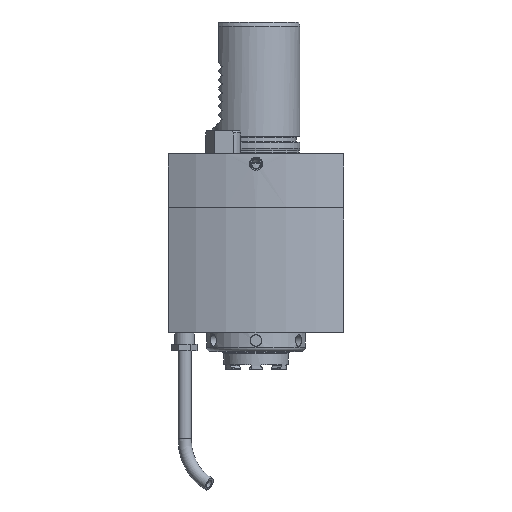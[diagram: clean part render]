
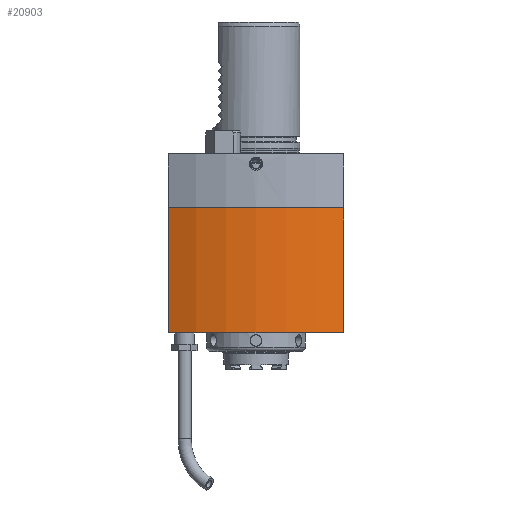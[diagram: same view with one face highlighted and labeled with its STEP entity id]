
A CAD part, left-side view. The second image highlights one B-rep face of the part: STEP entity #20903.
In plain terms, the highlighted cylindrical face has radius 90 mm (diameter 180 mm), a partial arc.
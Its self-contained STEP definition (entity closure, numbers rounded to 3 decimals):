
#1175 = DIRECTION ( 'NONE',  ( -1., 0., 0. ) ) ;
#2005 = VERTEX_POINT ( 'NONE', #6793 ) ;
#2142 = EDGE_CURVE ( 'NONE', #20537, #12507, #23328, .T. ) ;
#2767 = ORIENTED_EDGE ( 'NONE', *, *, #2142, .F. ) ;
#3142 = VECTOR ( 'NONE', #9812, 1000. ) ;
#3266 = CARTESIAN_POINT ( 'NONE',  ( 0., 0., -24.5 ) ) ;
#3426 = DIRECTION ( 'NONE',  ( 0., 0., 1. ) ) ;
#4132 = LINE ( 'NONE', #9696, #3142 ) ;
#5316 = VECTOR ( 'NONE', #19983, 1000. ) ;
#5458 = AXIS2_PLACEMENT_3D ( 'NONE', #14153, #8249, #16121 ) ;
#5511 = EDGE_CURVE ( 'NONE', #2005, #20537, #15194, .T. ) ;
#5513 = VERTEX_POINT ( 'NONE', #16472 ) ;
#6246 = AXIS2_PLACEMENT_3D ( 'NONE', #3266, #19913, #1175 ) ;
#6793 = CARTESIAN_POINT ( 'NONE',  ( -80.623, -40., -81.5 ) ) ;
#6869 = CARTESIAN_POINT ( 'NONE',  ( 0., 0., -24.5 ) ) ;
#7220 = CARTESIAN_POINT ( 'NONE',  ( -80.623, 40., -81.5 ) ) ;
#7436 = CARTESIAN_POINT ( 'NONE',  ( -80.623, -40., -32.5 ) ) ;
#7442 = ORIENTED_EDGE ( 'NONE', *, *, #21619, .F. ) ;
#8249 = DIRECTION ( 'NONE',  ( 0., 0., 1. ) ) ;
#8697 = FACE_OUTER_BOUND ( 'NONE', #20349, .T. ) ;
#8972 = DIRECTION ( 'NONE',  ( 1., 0., 0. ) ) ;
#9040 = CIRCLE ( 'NONE', #22820, 90. ) ;
#9381 = ORIENTED_EDGE ( 'NONE', *, *, #22718, .F. ) ;
#9696 = CARTESIAN_POINT ( 'NONE',  ( -80.672, -39.9, -32.5 ) ) ;
#9812 = DIRECTION ( 'NONE',  ( 0., 0., -1. ) ) ;
#9861 = ORIENTED_EDGE ( 'NONE', *, *, #5511, .F. ) ;
#10463 = VERTEX_POINT ( 'NONE', #20045 ) ;
#10581 = DIRECTION ( 'NONE',  ( 0., 0., -1. ) ) ;
#10624 = CARTESIAN_POINT ( 'NONE',  ( -80.623, -40., -32.5 ) ) ;
#10888 = ORIENTED_EDGE ( 'NONE', *, *, #17283, .T. ) ;
#12507 = VERTEX_POINT ( 'NONE', #21862 ) ;
#12759 = AXIS2_PLACEMENT_3D ( 'NONE', #14270, #10581, #18071 ) ;
#12934 = CIRCLE ( 'NONE', #5458, 90. ) ;
#14153 = CARTESIAN_POINT ( 'NONE',  ( 0., 0., -32.5 ) ) ;
#14270 = CARTESIAN_POINT ( 'NONE',  ( 0., 0., -81.5 ) ) ;
#15194 = CIRCLE ( 'NONE', #12759, 90. ) ;
#16121 = DIRECTION ( 'NONE',  ( 1., 0., 0. ) ) ;
#16472 = CARTESIAN_POINT ( 'NONE',  ( -80.672, -39.9, -24.5 ) ) ;
#17283 = EDGE_CURVE ( 'NONE', #2005, #23226, #21811, .T. ) ;
#18071 = DIRECTION ( 'NONE',  ( -1., 0., 0. ) ) ;
#19913 = DIRECTION ( 'NONE',  ( 0., 0., -1. ) ) ;
#19983 = DIRECTION ( 'NONE',  ( 0., 0., 1. ) ) ;
#20045 = CARTESIAN_POINT ( 'NONE',  ( -80.672, -39.9, -32.5 ) ) ;
#20349 = EDGE_LOOP ( 'NONE', ( #23634, #9381, #2767, #9861, #10888, #7442 ) ) ;
#20537 = VERTEX_POINT ( 'NONE', #7220 ) ;
#20903 = ADVANCED_FACE ( 'NONE', ( #8697 ), #23611, .T. ) ;
#21404 = VECTOR ( 'NONE', #21705, 1000. ) ;
#21619 = EDGE_CURVE ( 'NONE', #10463, #23226, #12934, .T. ) ;
#21705 = DIRECTION ( 'NONE',  ( 0., 0., 1. ) ) ;
#21811 = LINE ( 'NONE', #10624, #5316 ) ;
#21822 = CARTESIAN_POINT ( 'NONE',  ( -80.623, 40., -24.5 ) ) ;
#21862 = CARTESIAN_POINT ( 'NONE',  ( -80.623, 40., -24.5 ) ) ;
#22718 = EDGE_CURVE ( 'NONE', #12507, #5513, #9040, .T. ) ;
#22820 = AXIS2_PLACEMENT_3D ( 'NONE', #6869, #3426, #8972 ) ;
#22983 = EDGE_CURVE ( 'NONE', #5513, #10463, #4132, .T. ) ;
#23226 = VERTEX_POINT ( 'NONE', #7436 ) ;
#23328 = LINE ( 'NONE', #21822, #21404 ) ;
#23611 = CYLINDRICAL_SURFACE ( 'NONE', #6246, 90. ) ;
#23634 = ORIENTED_EDGE ( 'NONE', *, *, #22983, .F. ) ;
